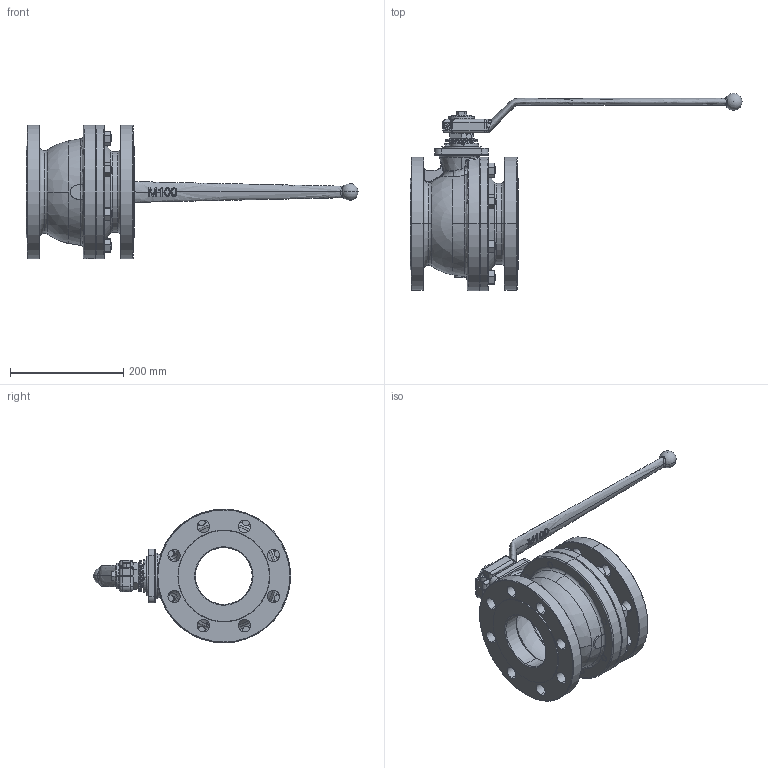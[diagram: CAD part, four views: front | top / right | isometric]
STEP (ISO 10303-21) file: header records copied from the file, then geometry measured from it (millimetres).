
FILE_DESCRIPTION (( 'STEP AP203' ), '1' );
FILE_NAME ('Fig.540 DN-100 TYPE B + WRENCH.STEP', '2021-03-15T08:05:56', ( '' ), ( '' ), 'SwSTEP 2.0', 'SolidWorks 2020', '' );
FILE_SCHEMA (( 'CONFIG_CONTROL_DESIGN' ));
Length unit declared in the file: millimetre
Products named in the file (1): Fig.540 DN-100 TYPE B + WRENCH
Bounding box: 586 x 348.5 x 236 mm (x, y, z)
Volume: 3617418.8 mm3; surface area: 596835.5 mm2
Topology: 33 solids, 33 shells, 1183 faces, 2866 edges, 1771 vertices
Faces by surface type: plane 331, cylinder 313, cone 278, bspline 175, torus 60, sphere 26
Entity records: 57128 total; most frequent: CARTESIAN_POINT 30670, ORIENTED_EDGE 5674, DIRECTION 5168, EDGE_CURVE 2837, AXIS2_PLACEMENT_3D 2140, VERTEX_POINT 1768, EDGE_LOOP 1347, ADVANCED_FACE 1183
